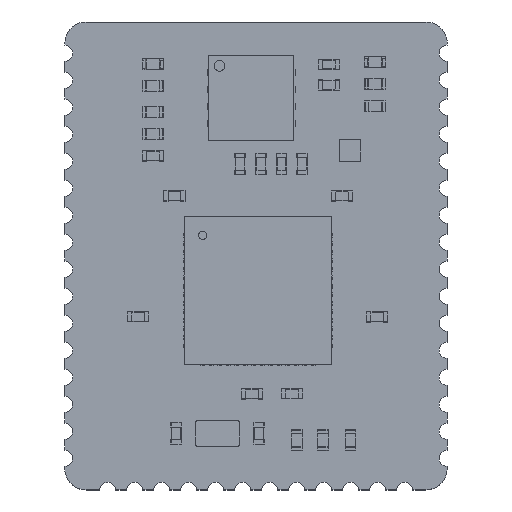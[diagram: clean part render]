
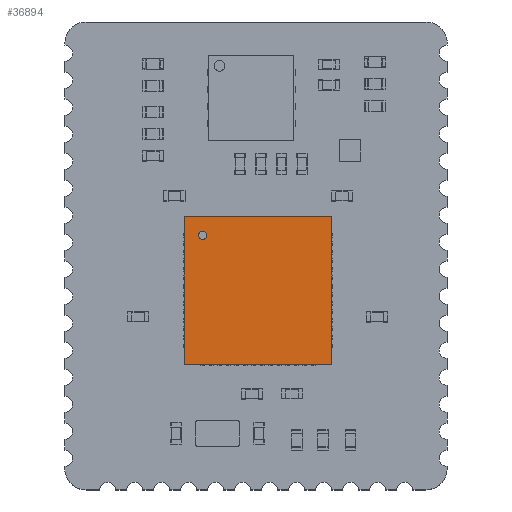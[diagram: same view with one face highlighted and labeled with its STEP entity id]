
A CAD part, top view. The second image highlights one B-rep face of the part: STEP entity #36894.
In plain terms, the highlighted planar face has unit normal (0, 0, 1).
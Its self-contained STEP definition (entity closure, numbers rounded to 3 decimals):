
#13676 = PLANE('',#13677);
#13677 = AXIS2_PLACEMENT_3D('',#13678,#13679,#13680);
#13678 = CARTESIAN_POINT('',(-3.475,-3.475,0.05));
#13679 = DIRECTION('',(1.,0.,0.));
#13680 = DIRECTION('',(0.,0.,1.));
#13704 = PLANE('',#13705);
#13705 = AXIS2_PLACEMENT_3D('',#13706,#13707,#13708);
#13706 = CARTESIAN_POINT('',(-3.475,-3.475,0.05));
#13707 = DIRECTION('',(0.,1.,0.));
#13708 = DIRECTION('',(0.,-0.,1.));
#15230 = PLANE('',#15231);
#15231 = AXIS2_PLACEMENT_3D('',#15232,#15233,#15234);
#15232 = CARTESIAN_POINT('',(3.475,-3.475,0.05));
#15233 = DIRECTION('',(1.,0.,0.));
#15234 = DIRECTION('',(0.,0.,1.));
#16756 = PLANE('',#16757);
#16757 = AXIS2_PLACEMENT_3D('',#16758,#16759,#16760);
#16758 = CARTESIAN_POINT('',(-3.475,3.475,0.05));
#16759 = DIRECTION('',(0.,1.,0.));
#16760 = DIRECTION('',(0.,-0.,1.));
#19897 = EDGE_CURVE('',#19898,#19900,#19902,.T.);
#19898 = VERTEX_POINT('',#19899);
#19899 = CARTESIAN_POINT('',(-3.475,-3.475,0.95));
#19900 = VERTEX_POINT('',#19901);
#19901 = CARTESIAN_POINT('',(-3.475,3.475,0.95));
#19902 = SURFACE_CURVE('',#19903,(#19907,#19914),.PCURVE_S1.);
#19903 = LINE('',#19904,#19905);
#19904 = CARTESIAN_POINT('',(-3.475,-3.475,0.95));
#19905 = VECTOR('',#19906,1.);
#19906 = DIRECTION('',(0.,1.,0.));
#19907 = PCURVE('',#13676,#19908);
#19908 = DEFINITIONAL_REPRESENTATION('',(#19909),#19913);
#19909 = LINE('',#19910,#19911);
#19910 = CARTESIAN_POINT('',(0.9,0.));
#19911 = VECTOR('',#19912,1.);
#19912 = DIRECTION('',(0.,-1.));
#19913 = ( GEOMETRIC_REPRESENTATION_CONTEXT(2) 
PARAMETRIC_REPRESENTATION_CONTEXT() REPRESENTATION_CONTEXT('2D SPACE',''
  ) );
#19914 = PCURVE('',#19915,#19920);
#19915 = PLANE('',#19916);
#19916 = AXIS2_PLACEMENT_3D('',#19917,#19918,#19919);
#19917 = CARTESIAN_POINT('',(-3.475,-3.475,0.95));
#19918 = DIRECTION('',(0.,0.,1.));
#19919 = DIRECTION('',(1.,0.,-0.));
#19920 = DEFINITIONAL_REPRESENTATION('',(#19921),#19925);
#19921 = LINE('',#19922,#19923);
#19922 = CARTESIAN_POINT('',(0.,0.));
#19923 = VECTOR('',#19924,1.);
#19924 = DIRECTION('',(0.,1.));
#19925 = ( GEOMETRIC_REPRESENTATION_CONTEXT(2) 
PARAMETRIC_REPRESENTATION_CONTEXT() REPRESENTATION_CONTEXT('2D SPACE',''
  ) );
#24175 = EDGE_CURVE('',#19900,#24176,#24178,.T.);
#24176 = VERTEX_POINT('',#24177);
#24177 = CARTESIAN_POINT('',(3.475,3.475,0.95));
#24178 = SURFACE_CURVE('',#24179,(#24183,#24190),.PCURVE_S1.);
#24179 = LINE('',#24180,#24181);
#24180 = CARTESIAN_POINT('',(-3.475,3.475,0.95));
#24181 = VECTOR('',#24182,1.);
#24182 = DIRECTION('',(1.,0.,0.));
#24183 = PCURVE('',#16756,#24184);
#24184 = DEFINITIONAL_REPRESENTATION('',(#24185),#24189);
#24185 = LINE('',#24186,#24187);
#24186 = CARTESIAN_POINT('',(0.9,0.));
#24187 = VECTOR('',#24188,1.);
#24188 = DIRECTION('',(0.,1.));
#24189 = ( GEOMETRIC_REPRESENTATION_CONTEXT(2) 
PARAMETRIC_REPRESENTATION_CONTEXT() REPRESENTATION_CONTEXT('2D SPACE',''
  ) );
#24190 = PCURVE('',#19915,#24191);
#24191 = DEFINITIONAL_REPRESENTATION('',(#24192),#24196);
#24192 = LINE('',#24193,#24194);
#24193 = CARTESIAN_POINT('',(0.,6.95));
#24194 = VECTOR('',#24195,1.);
#24195 = DIRECTION('',(1.,0.));
#24196 = ( GEOMETRIC_REPRESENTATION_CONTEXT(2) 
PARAMETRIC_REPRESENTATION_CONTEXT() REPRESENTATION_CONTEXT('2D SPACE',''
  ) );
#28422 = EDGE_CURVE('',#28423,#24176,#28425,.T.);
#28423 = VERTEX_POINT('',#28424);
#28424 = CARTESIAN_POINT('',(3.475,-3.475,0.95));
#28425 = SURFACE_CURVE('',#28426,(#28430,#28437),.PCURVE_S1.);
#28426 = LINE('',#28427,#28428);
#28427 = CARTESIAN_POINT('',(3.475,-3.475,0.95));
#28428 = VECTOR('',#28429,1.);
#28429 = DIRECTION('',(0.,1.,0.));
#28430 = PCURVE('',#15230,#28431);
#28431 = DEFINITIONAL_REPRESENTATION('',(#28432),#28436);
#28432 = LINE('',#28433,#28434);
#28433 = CARTESIAN_POINT('',(0.9,0.));
#28434 = VECTOR('',#28435,1.);
#28435 = DIRECTION('',(0.,-1.));
#28436 = ( GEOMETRIC_REPRESENTATION_CONTEXT(2) 
PARAMETRIC_REPRESENTATION_CONTEXT() REPRESENTATION_CONTEXT('2D SPACE',''
  ) );
#28437 = PCURVE('',#19915,#28438);
#28438 = DEFINITIONAL_REPRESENTATION('',(#28439),#28443);
#28439 = LINE('',#28440,#28441);
#28440 = CARTESIAN_POINT('',(6.95,0.));
#28441 = VECTOR('',#28442,1.);
#28442 = DIRECTION('',(0.,1.));
#28443 = ( GEOMETRIC_REPRESENTATION_CONTEXT(2) 
PARAMETRIC_REPRESENTATION_CONTEXT() REPRESENTATION_CONTEXT('2D SPACE',''
  ) );
#32673 = EDGE_CURVE('',#19898,#28423,#32674,.T.);
#32674 = SURFACE_CURVE('',#32675,(#32679,#32686),.PCURVE_S1.);
#32675 = LINE('',#32676,#32677);
#32676 = CARTESIAN_POINT('',(-3.475,-3.475,0.95));
#32677 = VECTOR('',#32678,1.);
#32678 = DIRECTION('',(1.,0.,0.));
#32679 = PCURVE('',#13704,#32680);
#32680 = DEFINITIONAL_REPRESENTATION('',(#32681),#32685);
#32681 = LINE('',#32682,#32683);
#32682 = CARTESIAN_POINT('',(0.9,0.));
#32683 = VECTOR('',#32684,1.);
#32684 = DIRECTION('',(0.,1.));
#32685 = ( GEOMETRIC_REPRESENTATION_CONTEXT(2) 
PARAMETRIC_REPRESENTATION_CONTEXT() REPRESENTATION_CONTEXT('2D SPACE',''
  ) );
#32686 = PCURVE('',#19915,#32687);
#32687 = DEFINITIONAL_REPRESENTATION('',(#32688),#32692);
#32688 = LINE('',#32689,#32690);
#32689 = CARTESIAN_POINT('',(0.,0.));
#32690 = VECTOR('',#32691,1.);
#32691 = DIRECTION('',(1.,0.));
#32692 = ( GEOMETRIC_REPRESENTATION_CONTEXT(2) 
PARAMETRIC_REPRESENTATION_CONTEXT() REPRESENTATION_CONTEXT('2D SPACE',''
  ) );
#36894 = ADVANCED_FACE('',(#36895,#36901),#19915,.T.);
#36895 = FACE_BOUND('',#36896,.T.);
#36896 = EDGE_LOOP('',(#36897,#36898,#36899,#36900));
#36897 = ORIENTED_EDGE('',*,*,#19897,.F.);
#36898 = ORIENTED_EDGE('',*,*,#32673,.T.);
#36899 = ORIENTED_EDGE('',*,*,#28422,.T.);
#36900 = ORIENTED_EDGE('',*,*,#24175,.F.);
#36901 = FACE_BOUND('',#36902,.T.);
#36902 = EDGE_LOOP('',(#36903));
#36903 = ORIENTED_EDGE('',*,*,#36904,.T.);
#36904 = EDGE_CURVE('',#36905,#36905,#36907,.T.);
#36905 = VERTEX_POINT('',#36906);
#36906 = CARTESIAN_POINT('',(-2.4,-2.6,0.95));
#36907 = SURFACE_CURVE('',#36908,(#36913,#36924),.PCURVE_S1.);
#36908 = CIRCLE('',#36909,0.2);
#36909 = AXIS2_PLACEMENT_3D('',#36910,#36911,#36912);
#36910 = CARTESIAN_POINT('',(-2.6,-2.6,0.95));
#36911 = DIRECTION('',(0.,0.,-1.));
#36912 = DIRECTION('',(1.,0.,0.));
#36913 = PCURVE('',#19915,#36914);
#36914 = DEFINITIONAL_REPRESENTATION('',(#36915),#36923);
#36915 = ( BOUNDED_CURVE() B_SPLINE_CURVE(2,(#36916,#36917,#36918,#36919
    ,#36920,#36921,#36922),.UNSPECIFIED.,.T.,.F.) 
B_SPLINE_CURVE_WITH_KNOTS((1,2,2,2,2,1),(-2.094,0.,
    2.094,4.189,6.283,8.378),
.UNSPECIFIED.) CURVE() GEOMETRIC_REPRESENTATION_ITEM() 
RATIONAL_B_SPLINE_CURVE((1.,0.5,1.,0.5,1.,0.5,1.)) REPRESENTATION_ITEM(
  '') );
#36916 = CARTESIAN_POINT('',(1.075,0.875));
#36917 = CARTESIAN_POINT('',(1.075,0.529));
#36918 = CARTESIAN_POINT('',(0.775,0.702));
#36919 = CARTESIAN_POINT('',(0.475,0.875));
#36920 = CARTESIAN_POINT('',(0.775,1.048));
#36921 = CARTESIAN_POINT('',(1.075,1.221));
#36922 = CARTESIAN_POINT('',(1.075,0.875));
#36923 = ( GEOMETRIC_REPRESENTATION_CONTEXT(2) 
PARAMETRIC_REPRESENTATION_CONTEXT() REPRESENTATION_CONTEXT('2D SPACE',''
  ) );
#36924 = PCURVE('',#36925,#36930);
#36925 = CYLINDRICAL_SURFACE('',#36926,0.2);
#36926 = AXIS2_PLACEMENT_3D('',#36927,#36928,#36929);
#36927 = CARTESIAN_POINT('',(-2.6,-2.6,1.05));
#36928 = DIRECTION('',(-0.,-0.,-1.));
#36929 = DIRECTION('',(1.,0.,0.));
#36930 = DEFINITIONAL_REPRESENTATION('',(#36931),#36935);
#36931 = LINE('',#36932,#36933);
#36932 = CARTESIAN_POINT('',(0.,0.1));
#36933 = VECTOR('',#36934,1.);
#36934 = DIRECTION('',(1.,0.));
#36935 = ( GEOMETRIC_REPRESENTATION_CONTEXT(2) 
PARAMETRIC_REPRESENTATION_CONTEXT() REPRESENTATION_CONTEXT('2D SPACE',''
  ) );
